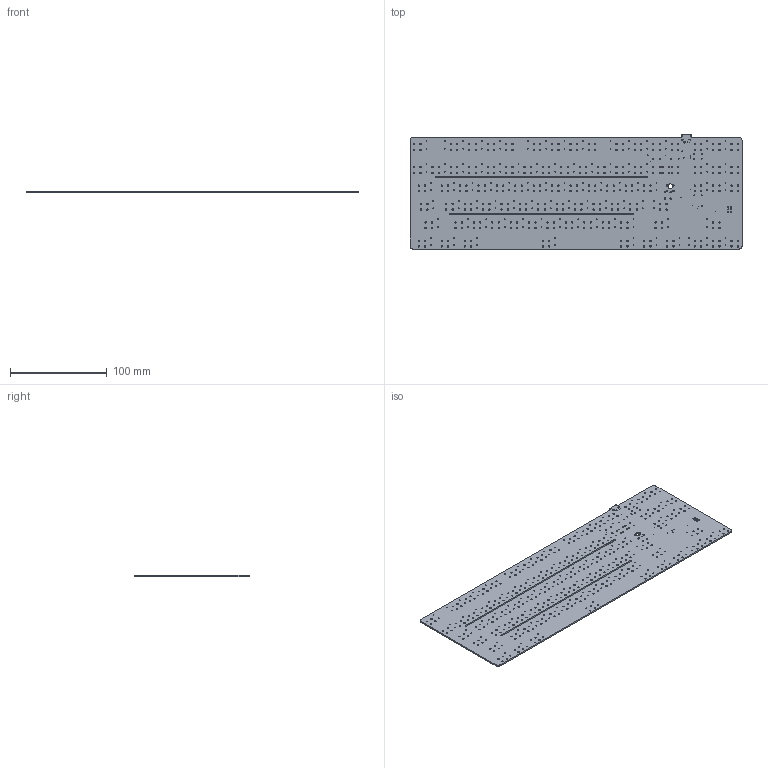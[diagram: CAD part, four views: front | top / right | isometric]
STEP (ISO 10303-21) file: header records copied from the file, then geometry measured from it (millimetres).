
FILE_DESCRIPTION(('KiCad electronic assembly'),'2;1');
FILE_NAME('kbd8x_mkii.step','2025-03-08T16:24:39',('Pcbnew'),('Kicad'), 'Open CASCADE STEP processor 7.8','KiCad to STEP converter','Unknown' );
FILE_SCHEMA(('AUTOMOTIVE_DESIGN { 1 0 10303 214 1 1 1 1 }'));
Length unit declared in the file: millimetre
Products named in the file (2): kbd8x_mkii 1; kbd8x_mkii_PCB
Assembly tree (1 placements, depth 2):
  kbd8x_mkii 1
    kbd8x_mkii_PCB
Bounding box: 343.69 x 118.27 x 1.51 mm (x, y, z)
Volume: 58117 mm3; surface area: 82888.9 mm2
Topology: 1 solids, 1 shells, 603 faces, 1803 edges, 1202 vertices
Faces by surface type: cylinder 581, plane 22
Full cylindrical faces by diameter (mm): 0.3 x24, 0.65 x2, 0.991 x172, 1 x6, 1.4 x356, 4.75 x1
Entity records: 23324 total; most frequent: DIRECTION 4175, CARTESIAN_POINT 3610, ORIENTED_EDGE 3606, EDGE_CURVE 1803, AXIS2_PLACEMENT_3D 1767, FACE_BOUND 1737, EDGE_LOOP 1737, VERTEX_POINT 1202
